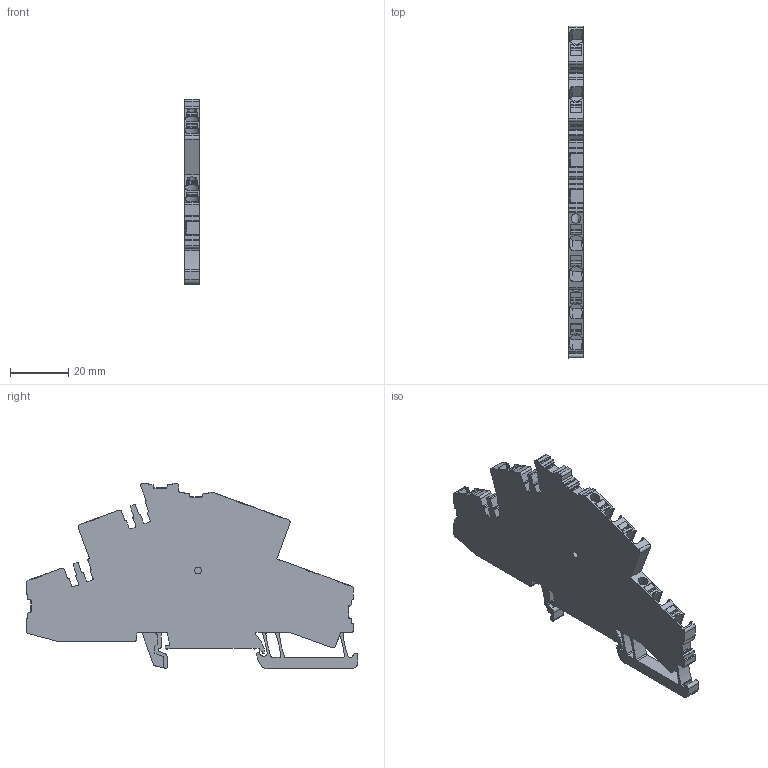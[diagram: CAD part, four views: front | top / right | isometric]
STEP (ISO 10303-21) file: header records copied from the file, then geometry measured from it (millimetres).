
FILE_DESCRIPTION(('CATIA V5 STEP Exchange','CAx-IF Rec.Pracs.--- Model Styling and Organization---1.4--- 2014-01-23'),'2;1');
FILE_NAME ('1229708-1_2', '2022-12-06T11:49:04+00:00', ('none'), ('Weidmueller'), 'CATIA Version 5-6 Release 2016 SP3 HF44', 'CATIA V5 STEP AP214', 'none');
FILE_SCHEMA(('AUTOMOTIVE_DESIGN { 1 0 10303 214 1 1 1 1 }'));
Length unit declared in the file: millimetre
Products named in the file (1): 2736830000
Bounding box: 5.1 x 114.17 x 63.75 mm (x, y, z)
Volume: 20154.8 mm3; surface area: 15315.8 mm2
Topology: 7 solids, 7 shells, 757 faces, 2168 edges, 1432 vertices
Faces by surface type: plane 403, cylinder 336, torus 15, sphere 3
Entity records: 24192 total; most frequent: CARTESIAN_POINT 4460, ORIENTED_EDGE 4330, DIRECTION 3258, EDGE_CURVE 2165, VERTEX_POINT 1432, VECTOR 1431, LINE 1431, AXIS2_PLACEMENT_3D 1249
